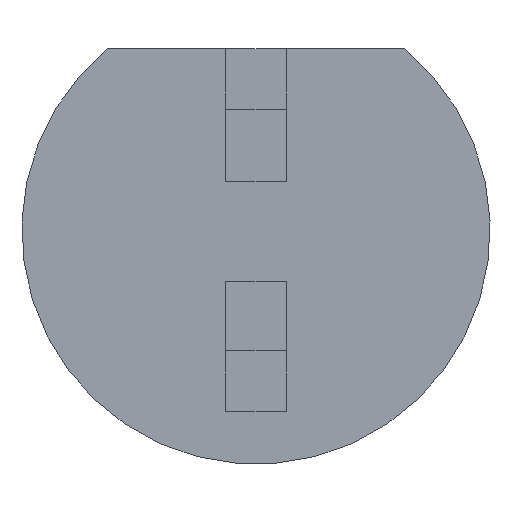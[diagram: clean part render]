
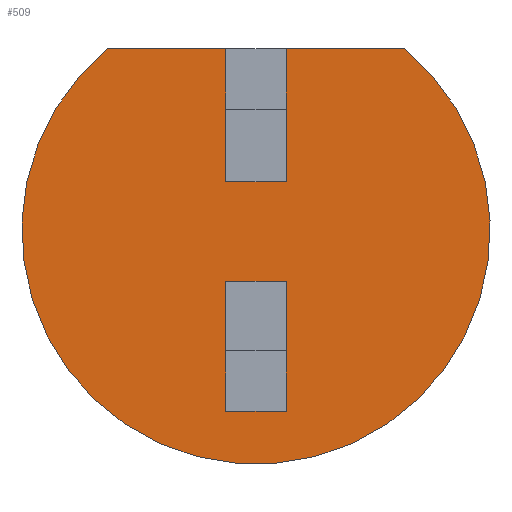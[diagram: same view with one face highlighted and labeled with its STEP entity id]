
A CAD part, front view. The second image highlights one B-rep face of the part: STEP entity #509.
In plain terms, the highlighted planar face has unit normal (0, -1, 0).
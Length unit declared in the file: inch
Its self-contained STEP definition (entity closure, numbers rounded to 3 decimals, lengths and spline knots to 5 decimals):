
#39 = AXIS2_PLACEMENT_3D ( 'NONE', #852, #251, #432 ) ;
#96 = VERTEX_POINT ( 'NONE', #512 ) ;
#117 = EDGE_CURVE ( 'NONE', #671, #96, #366, .T. ) ;
#193 = CARTESIAN_POINT ( 'NONE',  ( -0.04905, -0.035, 0.06 ) ) ;
#211 = FACE_OUTER_BOUND ( 'NONE', #272, .T. ) ;
#222 = ORIENTED_EDGE ( 'NONE', *, *, #117, .F. ) ;
#226 = CARTESIAN_POINT ( 'NONE',  ( 0., -0.035, 0. ) ) ;
#251 = DIRECTION ( 'NONE',  ( 0., 1., 0. ) ) ;
#272 = EDGE_LOOP ( 'NONE', ( #222, #611 ) ) ;
#308 = AXIS2_PLACEMENT_3D ( 'NONE', #226, #1087, #316 ) ;
#316 = DIRECTION ( 'NONE',  ( 0., 0., 1. ) ) ;
#323 = VECTOR ( 'NONE', #489, 39.37008 ) ;
#366 = CIRCLE ( 'NONE', #39, 0.0775 ) ;
#416 = EDGE_CURVE ( 'NONE', #96, #671, #753, .T. ) ;
#432 = DIRECTION ( 'NONE',  ( 0., 0., 1. ) ) ;
#434 = CARTESIAN_POINT ( 'NONE',  ( 0.04905, -0.035, 0.06 ) ) ;
#489 = DIRECTION ( 'NONE',  ( 1., 0., 0. ) ) ;
#509 = ADVANCED_FACE ( 'NONE', ( #211 ), #812, .F. ) ;
#512 = CARTESIAN_POINT ( 'NONE',  ( -0.04905, -0.035, 0.06 ) ) ;
#611 = ORIENTED_EDGE ( 'NONE', *, *, #416, .F. ) ;
#671 = VERTEX_POINT ( 'NONE', #434 ) ;
#753 = LINE ( 'NONE', #193, #323 ) ;
#812 = PLANE ( 'NONE',  #308 ) ;
#852 = CARTESIAN_POINT ( 'NONE',  ( 0., -0.035, 0. ) ) ;
#1087 = DIRECTION ( 'NONE',  ( 0., 1., 0. ) ) ;
